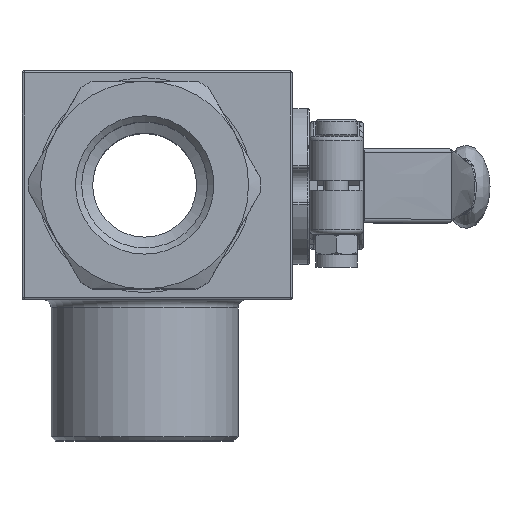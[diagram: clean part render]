
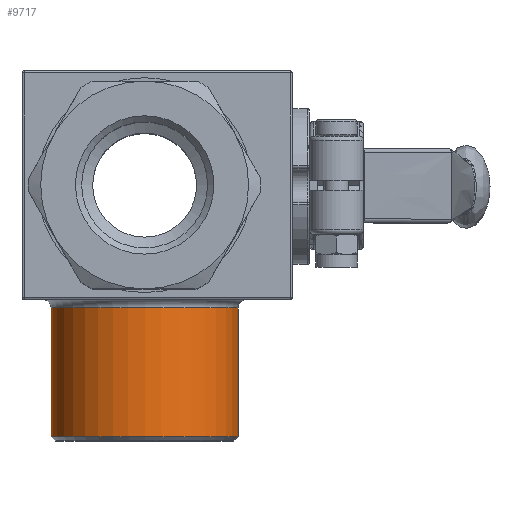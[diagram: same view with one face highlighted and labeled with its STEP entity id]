
A CAD part, top view. The second image highlights one B-rep face of the part: STEP entity #9717.
In plain terms, the highlighted cylindrical face has radius 22.5 mm (diameter 45 mm), a full revolution.
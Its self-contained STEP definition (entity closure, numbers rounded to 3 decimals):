
#1066=LINE('',#16392,#1601);
#1601=VECTOR('',#12392,1000.);
#3640=ORIENTED_EDGE('',*,*,#4935,.F.);
#3641=ORIENTED_EDGE('',*,*,#4936,.T.);
#3642=ORIENTED_EDGE('',*,*,#4922,.F.);
#3643=ORIENTED_EDGE('',*,*,#4918,.F.);
#3644=ORIENTED_EDGE('',*,*,#4936,.F.);
#4918=EDGE_CURVE('',#5699,#5700,#6057,.T.);
#4922=EDGE_CURVE('',#5700,#5699,#6061,.T.);
#4935=EDGE_CURVE('',#5711,#5711,#6068,.T.);
#4936=EDGE_CURVE('',#5711,#5699,#1066,.T.);
#5699=VERTEX_POINT('',#16193);
#5700=VERTEX_POINT('',#16194);
#5711=VERTEX_POINT('',#16391);
#6057=CIRCLE('',#10425,22.5);
#6061=CIRCLE('',#10429,22.5);
#6068=CIRCLE('',#10441,22.5);
#6573=EDGE_LOOP('',(#3640,#3641,#3642,#3643,#3644));
#7067=FACE_BOUND('',#6573,.T.);
#7257=CYLINDRICAL_SURFACE('',#10440,22.5);
#9717=ADVANCED_FACE('',(#7067),#7257,.T.);
#10425=AXIS2_PLACEMENT_3D('',#16192,#12354,#12355);
#10429=AXIS2_PLACEMENT_3D('',#16200,#12362,#12363);
#10440=AXIS2_PLACEMENT_3D('',#16389,#12388,#12389);
#10441=AXIS2_PLACEMENT_3D('',#16390,#12390,#12391);
#12354=DIRECTION('',(0.,1.,0.));
#12355=DIRECTION('',(-1.,0.,0.));
#12362=DIRECTION('',(0.,1.,0.));
#12363=DIRECTION('',(-1.,0.,0.));
#12388=DIRECTION('',(0.,-1.,0.));
#12389=DIRECTION('',(-1.,0.,0.));
#12390=DIRECTION('',(0.,-1.,0.));
#12391=DIRECTION('',(-1.,0.,0.));
#12392=DIRECTION('',(0.,1.,0.));
#16192=CARTESIAN_POINT('',(0.,-29.5,0.));
#16193=CARTESIAN_POINT('',(22.5,-29.5,0.));
#16194=CARTESIAN_POINT('',(0.,-29.5,-22.5));
#16200=CARTESIAN_POINT('',(0.,-29.5,0.));
#16389=CARTESIAN_POINT('',(0.,-27.5,0.));
#16390=CARTESIAN_POINT('',(0.,-60.5,0.));
#16391=CARTESIAN_POINT('',(22.5,-60.5,0.));
#16392=CARTESIAN_POINT('',(22.5,-27.5,0.));
